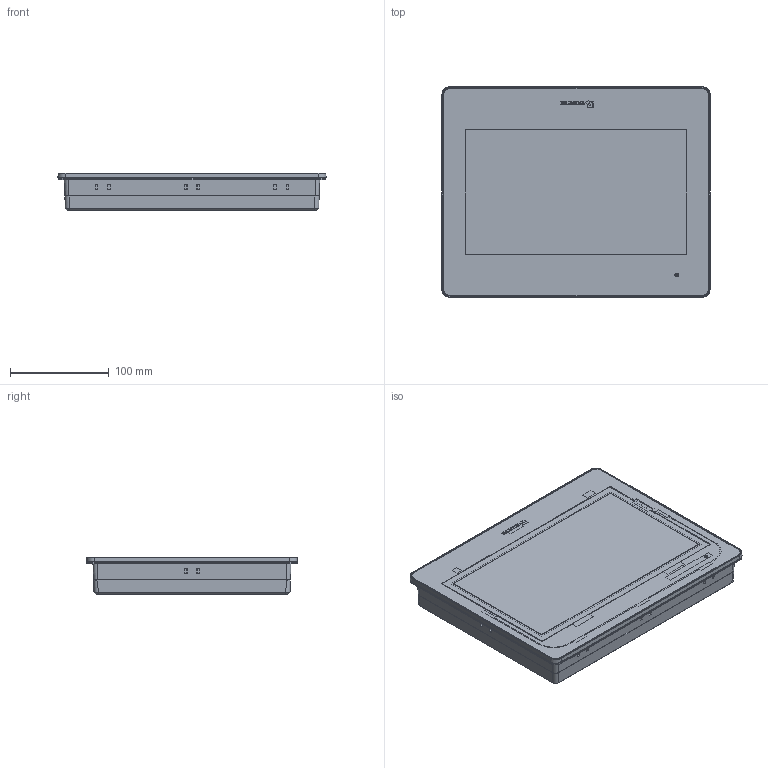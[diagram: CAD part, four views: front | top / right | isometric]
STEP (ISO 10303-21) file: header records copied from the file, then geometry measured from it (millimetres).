
FILE_DESCRIPTION (( 'STEP AP214' ), '1' );
FILE_NAME ('cMT3102X.STEP', '2021-04-23T05:58:58', ( '' ), ( '' ), 'SwSTEP 2.0', 'SolidWorks 2019', '' );
FILE_SCHEMA (( 'AUTOMOTIVE_DESIGN' ));
Length unit declared in the file: millimetre
Products named in the file (27): G101STN01.2_150603; FEZ810I10_151021; FS1030800; DN6110V01; connector male; FECBP5C10_200918; PM0SP0110; _Pantone 400C; FS103100T; FS103006W; FES810211_151021; FLE12003Z_150831; RZ0280212; FS103008W; FES810210_151021; DN19P7200; FEB3A2X10_210409; DN19S7201; TP-150903; 5EHDRC-XXP; DN6818800; FEF8A2P10_191209; RZ6050100; cMT3102X; FEIP3A3X1_200603
Assembly tree (37 placements, depth 3):
  cMT3102X
    FEF8A2P10_191209
    TP-150903
    G101STN01.2_150603
    FES810210_151021  x2
    FES810211_151021  x2
    FEZ810I10_151021
    FEIP3A3X1_200603
    FLE12003Z_150831
    PM0SP0110
    _Pantone 400C
    (unnamed)
      DN19S7201
      DN19P7200
      DN6818800  x2
      DN6110V01
      connector male
      RZ0280212
    (unnamed)
      5EHDRC-XXP
    FS103006W  x4
    FS1030800  x2
    FS103100T  x4
    FS103008W  x2
    RZ6050100
    FEB3A2X10_210409
    FECBP5C10_200918
Bounding box: 270.93 x 212.93 x 38 mm (x, y, z)
Volume: 605857.7 mm3; surface area: 665382.4 mm2
Topology: 70 solids, 70 shells, 5405 faces, 14885 edges, 9747 vertices
Faces by surface type: plane 3227, cylinder 946, cone 530, bspline 386, torus 270, sphere 46
Entity records: 191192 total; most frequent: CARTESIAN_POINT 57214, ORIENTED_EDGE 27758, DIRECTION 23003, EDGE_CURVE 13879, VERTEX_POINT 9127, VECTOR 9099, LINE 9099, AXIS2_PLACEMENT_3D 6952
